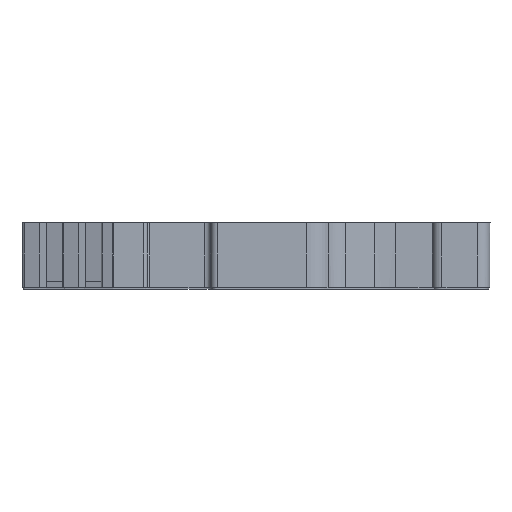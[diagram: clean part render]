
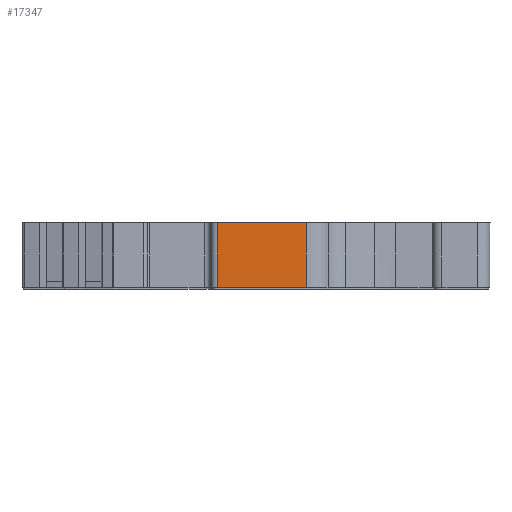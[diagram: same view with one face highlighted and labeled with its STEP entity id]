
A CAD part, left-side view. The second image highlights one B-rep face of the part: STEP entity #17347.
In plain terms, the highlighted planar face has unit normal (-1, 0, 0).
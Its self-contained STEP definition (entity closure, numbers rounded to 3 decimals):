
#742 = DIRECTION ( 'NONE',  ( 0., 0., 1. ) ) ;
#980 = CARTESIAN_POINT ( 'NONE',  ( -56.585, -16.511, 27.588 ) ) ;
#1303 = EDGE_CURVE ( 'NONE', #6382, #10655, #4063, .T. ) ;
#1523 = ORIENTED_EDGE ( 'NONE', *, *, #15884, .F. ) ;
#1651 = CARTESIAN_POINT ( 'NONE',  ( -56.585, -10.529, 27.538 ) ) ;
#2317 = EDGE_CURVE ( 'NONE', #17451, #17492, #13433, .T. ) ;
#2329 = DIRECTION ( 'NONE',  ( 0., 1., 0. ) ) ;
#2504 = CARTESIAN_POINT ( 'NONE',  ( -56.585, -13.701, 27.538 ) ) ;
#2691 = VECTOR ( 'NONE', #13774, 1000. ) ;
#3000 = CARTESIAN_POINT ( 'NONE',  ( -56.585, -12.296, 27.538 ) ) ;
#3392 = CARTESIAN_POINT ( 'NONE',  ( -56.585, -9.646, 27.588 ) ) ;
#3632 = PLANE ( 'NONE',  #16056 ) ;
#3670 = ORIENTED_EDGE ( 'NONE', *, *, #1303, .F. ) ;
#4063 = LINE ( 'NONE', #4204, #13985 ) ;
#4204 = CARTESIAN_POINT ( 'NONE',  ( -56.585, -16.511, 27.588 ) ) ;
#5012 = CARTESIAN_POINT ( 'NONE',  ( -56.585, -9.646, 22.538 ) ) ;
#5405 = ORIENTED_EDGE ( 'NONE', *, *, #15315, .F. ) ;
#6309 = LINE ( 'NONE', #15069, #2691 ) ;
#6382 = VERTEX_POINT ( 'NONE', #12161 ) ;
#8049 = CARTESIAN_POINT ( 'NONE',  ( -56.585, -15.106, 27.538 ) ) ;
#8818 = VECTOR ( 'NONE', #742, 1000. ) ;
#9274 = CARTESIAN_POINT ( 'NONE',  ( -56.585, -16.511, 22.538 ) ) ;
#10018 = ORIENTED_EDGE ( 'NONE', *, *, #2317, .F. ) ;
#10209 = EDGE_LOOP ( 'NONE', ( #5405, #10376, #3670, #1523, #10018 ) ) ;
#10376 = ORIENTED_EDGE ( 'NONE', *, *, #11817, .F. ) ;
#10484 = DIRECTION ( 'NONE',  ( 1., 0., 0. ) ) ;
#10549 = B_SPLINE_CURVE_WITH_KNOTS ( 'NONE', 3,
 ( #12092, #2504, #8049, #17543 ),
 .UNSPECIFIED., .F., .F.,
 ( 4, 4 ),
 ( 0., 1. ),
 .UNSPECIFIED. ) ;
#10655 = VERTEX_POINT ( 'NONE', #9274 ) ;
#11162 = CARTESIAN_POINT ( 'NONE',  ( -56.585, -11.413, 27.538 ) ) ;
#11506 = FACE_OUTER_BOUND ( 'NONE', #10209, .T. ) ;
#11817 = EDGE_CURVE ( 'NONE', #10655, #14217, #6309, .T. ) ;
#12036 = CARTESIAN_POINT ( 'NONE',  ( -56.585, -9.646, 27.538 ) ) ;
#12092 = CARTESIAN_POINT ( 'NONE',  ( -56.585, -12.296, 27.538 ) ) ;
#12161 = CARTESIAN_POINT ( 'NONE',  ( -56.585, -16.511, 27.538 ) ) ;
#12345 = DIRECTION ( 'NONE',  ( 0., 0., -1. ) ) ;
#12836 = LINE ( 'NONE', #3392, #8818 ) ;
#13433 = B_SPLINE_CURVE_WITH_KNOTS ( 'NONE', 3,
 ( #16575, #1651, #11162, #3000 ),
 .UNSPECIFIED., .F., .F.,
 ( 4, 4 ),
 ( 0., 1. ),
 .UNSPECIFIED. ) ;
#13774 = DIRECTION ( 'NONE',  ( 0., 1., 0. ) ) ;
#13985 = VECTOR ( 'NONE', #12345, 1000. ) ;
#14217 = VERTEX_POINT ( 'NONE', #5012 ) ;
#15069 = CARTESIAN_POINT ( 'NONE',  ( -56.585, -23.278, 22.538 ) ) ;
#15315 = EDGE_CURVE ( 'NONE', #14217, #17451, #12836, .T. ) ;
#15884 = EDGE_CURVE ( 'NONE', #17492, #6382, #10549, .T. ) ;
#16056 = AXIS2_PLACEMENT_3D ( 'NONE', #980, #10484, #2329 ) ;
#16575 = CARTESIAN_POINT ( 'NONE',  ( -56.585, -9.646, 27.538 ) ) ;
#17347 = ADVANCED_FACE ( 'NONE', ( #11506 ), #3632, .F. ) ;
#17451 = VERTEX_POINT ( 'NONE', #12036 ) ;
#17492 = VERTEX_POINT ( 'NONE', #17548 ) ;
#17543 = CARTESIAN_POINT ( 'NONE',  ( -56.585, -16.511, 27.538 ) ) ;
#17548 = CARTESIAN_POINT ( 'NONE',  ( -56.585, -12.296, 27.538 ) ) ;
